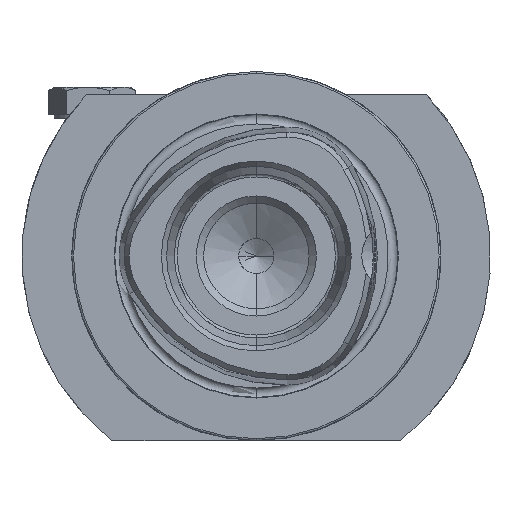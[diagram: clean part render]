
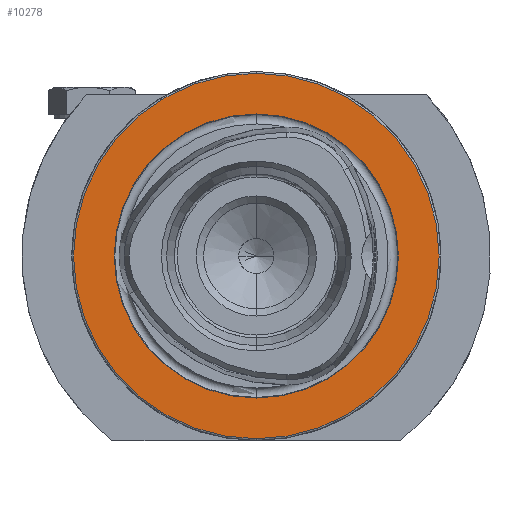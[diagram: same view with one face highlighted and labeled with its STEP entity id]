
A CAD part, left-side view. The second image highlights one B-rep face of the part: STEP entity #10278.
In plain terms, the highlighted planar face has unit normal (-1, 0, 0).
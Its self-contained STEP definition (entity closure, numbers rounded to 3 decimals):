
#203 = CARTESIAN_POINT ( 'NONE',  ( 0., 24.25, 0. ) ) ;
#206 = PLANE ( 'NONE',  #8782 ) ;
#208 = DIRECTION ( 'NONE',  ( 1., 0., 0. ) ) ;
#209 = DIRECTION ( 'NONE',  ( 0., 0., -1. ) ) ;
#347 = CARTESIAN_POINT ( 'NONE',  ( 0., 0., 0. ) ) ;
#348 = DIRECTION ( 'NONE',  ( -1., 0., 0. ) ) ;
#349 = DIRECTION ( 'NONE',  ( 0., 0., 1. ) ) ;
#1990 = VERTEX_POINT ( 'NONE', #5368 ) ;
#1991 = VERTEX_POINT ( 'NONE', #5370 ) ;
#1993 = VERTEX_POINT ( 'NONE', #5373 ) ;
#1994 = VERTEX_POINT ( 'NONE', #5375 ) ;
#2322 = CARTESIAN_POINT ( 'NONE',  ( 0., 0., 0. ) ) ;
#2377 = DIRECTION ( 'NONE',  ( -1., 0., 0. ) ) ;
#2387 = DIRECTION ( 'NONE',  ( 0., 0., 1. ) ) ;
#2392 = DIRECTION ( 'NONE',  ( 0., 0., 1. ) ) ;
#2393 = DIRECTION ( 'NONE',  ( -1., 0., 0. ) ) ;
#2400 = CARTESIAN_POINT ( 'NONE',  ( 0., 0., 0. ) ) ;
#2471 = ORIENTED_EDGE ( 'NONE', *, *, #2619, .F. ) ;
#2473 = ORIENTED_EDGE ( 'NONE', *, *, #10322, .F. ) ;
#2475 = ORIENTED_EDGE ( 'NONE', *, *, #3078, .T. ) ;
#2477 = ORIENTED_EDGE ( 'NONE', *, *, #2618, .T. ) ;
#2618 = EDGE_CURVE ( 'NONE', #1994, #1993, #6059, .T. ) ;
#2619 = EDGE_CURVE ( 'NONE', #1991, #1990, #6060, .T. ) ;
#3078 = EDGE_CURVE ( 'NONE', #1993, #1994, #6367, .T. ) ;
#3403 = EDGE_LOOP ( 'NONE', ( #2471, #2473 ) ) ;
#3406 = EDGE_LOOP ( 'NONE', ( #2475, #2477 ) ) ;
#5368 = CARTESIAN_POINT ( 'NONE',  ( 0., 0., -24.25 ) ) ;
#5370 = CARTESIAN_POINT ( 'NONE',  ( 0., 0., 24.25 ) ) ;
#5373 = CARTESIAN_POINT ( 'NONE',  ( 0., 0., 31.2 ) ) ;
#5375 = CARTESIAN_POINT ( 'NONE',  ( 0., 0., -31.2 ) ) ;
#6059 = CIRCLE ( 'NONE', #10395, 31.2 ) ;
#6060 = CIRCLE ( 'NONE', #10396, 24.25 ) ;
#6367 = CIRCLE ( 'NONE', #6995, 31.2 ) ;
#6919 = CARTESIAN_POINT ( 'NONE',  ( 0., 0., 0. ) ) ;
#6920 = DIRECTION ( 'NONE',  ( -1., 0., 0. ) ) ;
#6921 = DIRECTION ( 'NONE',  ( 0., 0., 1. ) ) ;
#6995 = AXIS2_PLACEMENT_3D ( 'NONE', #6919, #6920, #6921 ) ;
#8782 = AXIS2_PLACEMENT_3D ( 'NONE', #203, #208, #209 ) ;
#8821 = AXIS2_PLACEMENT_3D ( 'NONE', #347, #348, #349 ) ;
#9214 = FACE_BOUND ( 'NONE', #3403, .T. ) ;
#9216 = FACE_OUTER_BOUND ( 'NONE', #3406, .T. ) ;
#9303 = CIRCLE ( 'NONE', #8821, 24.25 ) ;
#10278 = ADVANCED_FACE ( 'NONE', ( #9214, #9216 ), #206, .F. ) ;
#10322 = EDGE_CURVE ( 'NONE', #1990, #1991, #9303, .T. ) ;
#10395 = AXIS2_PLACEMENT_3D ( 'NONE', #2322, #2377, #2387 ) ;
#10396 = AXIS2_PLACEMENT_3D ( 'NONE', #2400, #2393, #2392 ) ;
